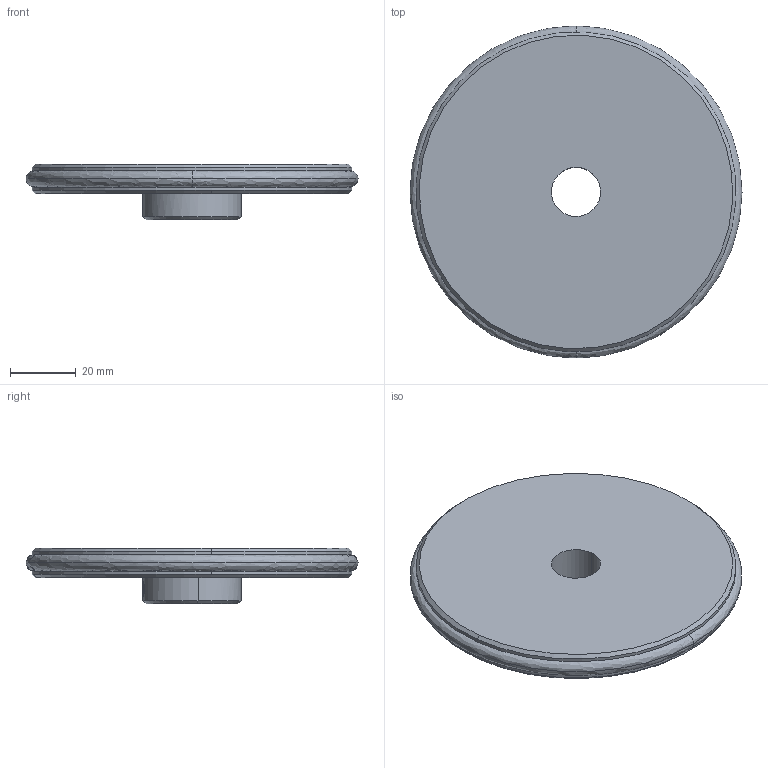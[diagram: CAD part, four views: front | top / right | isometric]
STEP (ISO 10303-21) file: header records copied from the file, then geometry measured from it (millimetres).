
FILE_DESCRIPTION (( 'STEP AP214' ), '1' );
FILE_NAME ('AR01X-WHEEL-A.STEP', '2024-08-21T15:51:23', ( '' ), ( '' ), 'SwSTEP 2.0', 'SolidWorks 2021', '' );
FILE_SCHEMA (( 'AUTOMOTIVE_DESIGN' ));
Length unit declared in the file: inch
Products named in the file (1): AR01X-WHEEL-A
Bounding box: 101.1 x 101.1 x 17 mm (x, y, z)
Volume: 50018.2 mm3; surface area: 26070.8 mm2
Topology: 2 solids, 2 shells, 40 faces, 94 edges, 60 vertices
Faces by surface type: cylinder 14, bspline 10, cone 10, plane 6
Entity records: 1989 total; most frequent: CARTESIAN_POINT 1029, DIRECTION 190, ORIENTED_EDGE 188, EDGE_CURVE 94, AXIS2_PLACEMENT_3D 83, VERTEX_POINT 60, CIRCLE 52, EDGE_LOOP 48
